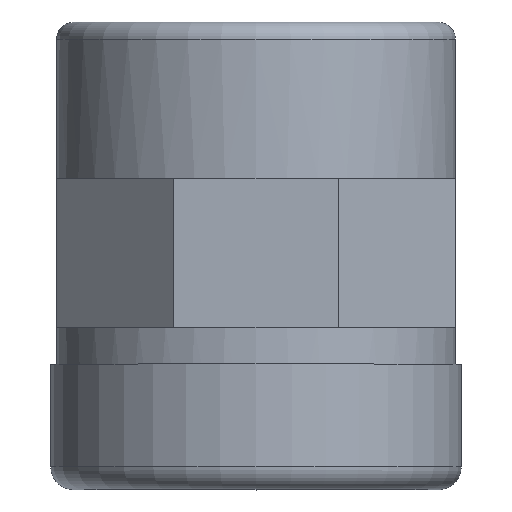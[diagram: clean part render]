
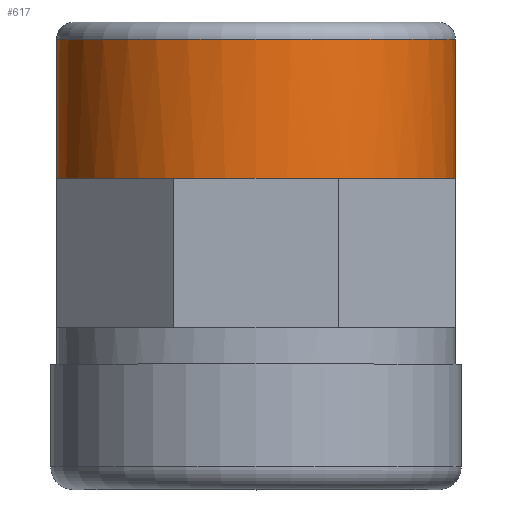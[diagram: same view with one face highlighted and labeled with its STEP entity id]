
A CAD part, top view. The second image highlights one B-rep face of the part: STEP entity #617.
In plain terms, the highlighted cylindrical face has radius 17.5 mm (diameter 35 mm), a full revolution.
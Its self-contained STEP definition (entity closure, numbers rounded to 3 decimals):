
#143=FACE_BOUND($,#220,.T.);
#165=FACE_OUTER_BOUND($,#219,.T.);
#219=EDGE_LOOP($,(#454));
#220=EDGE_LOOP($,(#455,#456,#457,#458,#459,#460,#461,#462));
#279=CIRCLE($,#677,17.5);
#280=CIRCLE($,#678,17.5);
#281=CIRCLE($,#679,17.5);
#282=CIRCLE($,#680,17.5);
#283=CIRCLE($,#681,17.5);
#284=CIRCLE($,#682,17.5);
#285=CIRCLE($,#683,17.5);
#286=CIRCLE($,#684,17.5);
#287=CIRCLE($,#685,17.5);
#316=VERTEX_POINT($,#978);
#317=VERTEX_POINT($,#980);
#318=VERTEX_POINT($,#981);
#319=VERTEX_POINT($,#983);
#320=VERTEX_POINT($,#985);
#321=VERTEX_POINT($,#987);
#322=VERTEX_POINT($,#989);
#323=VERTEX_POINT($,#991);
#324=VERTEX_POINT($,#993);
#369=EDGE_CURVE($,#316,#316,#279,.T.);
#370=EDGE_CURVE($,#317,#318,#280,.T.);
#371=EDGE_CURVE($,#319,#317,#281,.T.);
#372=EDGE_CURVE($,#320,#319,#282,.T.);
#373=EDGE_CURVE($,#321,#320,#283,.T.);
#374=EDGE_CURVE($,#322,#321,#284,.T.);
#375=EDGE_CURVE($,#323,#322,#285,.T.);
#376=EDGE_CURVE($,#324,#323,#286,.T.);
#377=EDGE_CURVE($,#318,#324,#287,.T.);
#454=ORIENTED_EDGE($,*,*,#369,.T.);
#455=ORIENTED_EDGE($,*,*,#370,.F.);
#456=ORIENTED_EDGE($,*,*,#371,.F.);
#457=ORIENTED_EDGE($,*,*,#372,.F.);
#458=ORIENTED_EDGE($,*,*,#373,.F.);
#459=ORIENTED_EDGE($,*,*,#374,.F.);
#460=ORIENTED_EDGE($,*,*,#375,.F.);
#461=ORIENTED_EDGE($,*,*,#376,.F.);
#462=ORIENTED_EDGE($,*,*,#377,.F.);
#595=CYLINDRICAL_SURFACE($,#676,17.5);
#617=ADVANCED_FACE($,(#165,#143),#595,.T.);
#676=AXIS2_PLACEMENT_3D($,#977,#777,#778);
#677=AXIS2_PLACEMENT_3D($,#979,#779,#780);
#678=AXIS2_PLACEMENT_3D($,#982,#781,#782);
#679=AXIS2_PLACEMENT_3D($,#984,#783,#784);
#680=AXIS2_PLACEMENT_3D($,#986,#785,#786);
#681=AXIS2_PLACEMENT_3D($,#988,#787,#788);
#682=AXIS2_PLACEMENT_3D($,#990,#789,#790);
#683=AXIS2_PLACEMENT_3D($,#992,#791,#792);
#684=AXIS2_PLACEMENT_3D($,#994,#793,#794);
#685=AXIS2_PLACEMENT_3D($,#995,#795,#796);
#777=DIRECTION('center_axis',(0.,-1.,0.));
#778=DIRECTION('ref_axis',(1.,0.,0.));
#779=DIRECTION('center_axis',(0.,-1.,0.));
#780=DIRECTION('ref_axis',(1.,0.,0.));
#781=DIRECTION('center_axis',(0.,-1.,0.));
#782=DIRECTION('ref_axis',(1.,0.,0.));
#783=DIRECTION('center_axis',(0.,-1.,0.));
#784=DIRECTION('ref_axis',(1.,0.,0.));
#785=DIRECTION('center_axis',(0.,-1.,0.));
#786=DIRECTION('ref_axis',(1.,0.,0.));
#787=DIRECTION('center_axis',(0.,-1.,0.));
#788=DIRECTION('ref_axis',(1.,0.,0.));
#789=DIRECTION('center_axis',(0.,-1.,0.));
#790=DIRECTION('ref_axis',(1.,0.,0.));
#791=DIRECTION('center_axis',(0.,-1.,0.));
#792=DIRECTION('ref_axis',(1.,0.,0.));
#793=DIRECTION('center_axis',(0.,-1.,0.));
#794=DIRECTION('ref_axis',(1.,0.,0.));
#795=DIRECTION('center_axis',(0.,-1.,0.));
#796=DIRECTION('ref_axis',(1.,0.,0.));
#977=CARTESIAN_POINT('Origin',(1282.925,1330.621,0.));
#978=CARTESIAN_POINT('',(1282.925,1336.725,17.5));
#979=CARTESIAN_POINT('Origin',(1282.925,1336.725,0.));
#980=CARTESIAN_POINT('',(1270.551,1324.516,12.374));
#981=CARTESIAN_POINT('',(1265.425,1324.516,0.));
#982=CARTESIAN_POINT('Origin',(1282.925,1324.516,0.));
#983=CARTESIAN_POINT('',(1282.925,1324.516,17.5));
#984=CARTESIAN_POINT('Origin',(1282.925,1324.516,0.));
#985=CARTESIAN_POINT('',(1295.3,1324.516,12.374));
#986=CARTESIAN_POINT('Origin',(1282.925,1324.516,0.));
#987=CARTESIAN_POINT('',(1300.425,1324.516,0.));
#988=CARTESIAN_POINT('Origin',(1282.925,1324.516,0.));
#989=CARTESIAN_POINT('',(1295.3,1324.516,-12.374));
#990=CARTESIAN_POINT('Origin',(1282.925,1324.516,0.));
#991=CARTESIAN_POINT('',(1282.925,1324.516,-17.5));
#992=CARTESIAN_POINT('Origin',(1282.925,1324.516,0.));
#993=CARTESIAN_POINT('',(1270.551,1324.516,-12.374));
#994=CARTESIAN_POINT('Origin',(1282.925,1324.516,0.));
#995=CARTESIAN_POINT('Origin',(1282.925,1324.516,0.));
